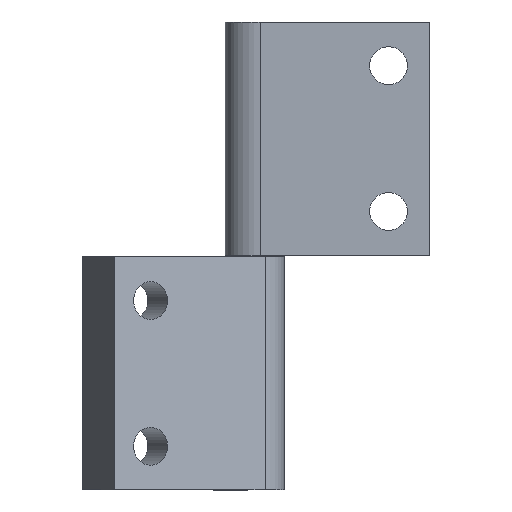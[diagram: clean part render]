
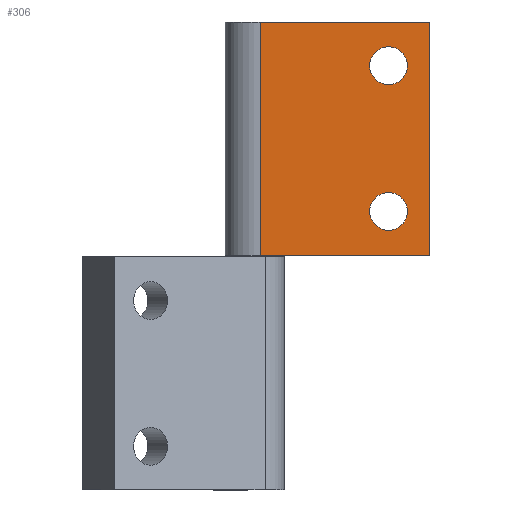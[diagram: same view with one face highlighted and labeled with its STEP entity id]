
A CAD part, front view. The second image highlights one B-rep face of the part: STEP entity #306.
In plain terms, the highlighted face is planar.
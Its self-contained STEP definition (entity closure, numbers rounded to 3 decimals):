
#39=LINE('',#561,#59);
#47=LINE('',#578,#67);
#49=LINE('',#581,#69);
#50=LINE('',#582,#70);
#59=VECTOR('',#472,1000.);
#67=VECTOR('',#486,1000.);
#69=VECTOR('',#490,1000.);
#70=VECTOR('',#491,1000.);
#83=FACE_BOUND('',#125,.T.);
#84=FACE_BOUND('',#126,.T.);
#102=FACE_OUTER_BOUND('',#124,.T.);
#124=EDGE_LOOP('',(#261,#262,#263,#264));
#125=EDGE_LOOP('',(#265));
#126=EDGE_LOOP('',(#266));
#143=CIRCLE('',#384,3.25);
#147=CIRCLE('',#390,3.25);
#159=VERTEX_POINT('',#536);
#163=VERTEX_POINT('',#548);
#165=VERTEX_POINT('',#554);
#168=VERTEX_POINT('',#559);
#173=VERTEX_POINT('',#575);
#174=VERTEX_POINT('',#577);
#187=EDGE_CURVE('',#159,#159,#143,.T.);
#193=EDGE_CURVE('',#163,#163,#147,.T.);
#199=EDGE_CURVE('',#168,#165,#39,.T.);
#207=EDGE_CURVE('',#174,#173,#47,.T.);
#209=EDGE_CURVE('',#173,#165,#49,.T.);
#210=EDGE_CURVE('',#174,#168,#50,.T.);
#261=ORIENTED_EDGE('',*,*,#209,.T.);
#262=ORIENTED_EDGE('',*,*,#199,.F.);
#263=ORIENTED_EDGE('',*,*,#210,.F.);
#264=ORIENTED_EDGE('',*,*,#207,.T.);
#265=ORIENTED_EDGE('',*,*,#187,.T.);
#266=ORIENTED_EDGE('',*,*,#193,.T.);
#288=PLANE('',#398);
#306=ADVANCED_FACE('',(#102,#83,#84),#288,.F.);
#384=AXIS2_PLACEMENT_3D('',#537,#446,#447);
#390=AXIS2_PLACEMENT_3D('',#549,#460,#461);
#398=AXIS2_PLACEMENT_3D('',#580,#488,#489);
#446=DIRECTION('center_axis',(0.,0.,1.));
#447=DIRECTION('ref_axis',(1.,0.,0.));
#460=DIRECTION('center_axis',(0.,0.,1.));
#461=DIRECTION('ref_axis',(1.,0.,0.));
#472=DIRECTION('',(0.,-1.,0.));
#486=DIRECTION('',(0.,-1.,0.));
#488=DIRECTION('center_axis',(0.,0.,1.));
#489=DIRECTION('ref_axis',(1.,0.,0.));
#490=DIRECTION('',(-1.,0.,0.));
#491=DIRECTION('',(-1.,0.,0.));
#536=CARTESIAN_POINT('',(-23.278,12.554,34.));
#537=CARTESIAN_POINT('Origin',(-20.028,12.554,34.));
#548=CARTESIAN_POINT('',(-23.278,-12.446,34.));
#549=CARTESIAN_POINT('Origin',(-20.028,-12.446,34.));
#554=CARTESIAN_POINT('',(-42.028,-19.946,34.));
#559=CARTESIAN_POINT('',(-42.028,20.054,34.));
#561=CARTESIAN_POINT('',(-42.028,20.054,34.));
#575=CARTESIAN_POINT('',(-13.028,-19.946,34.));
#577=CARTESIAN_POINT('',(-13.028,20.054,34.));
#578=CARTESIAN_POINT('',(-13.028,20.054,34.));
#580=CARTESIAN_POINT('Origin',(-42.028,20.054,34.));
#581=CARTESIAN_POINT('',(-42.028,-19.946,34.));
#582=CARTESIAN_POINT('',(-42.028,20.054,34.));
